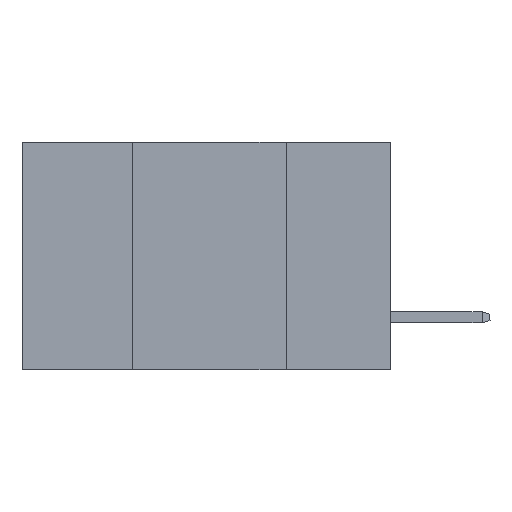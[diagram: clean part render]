
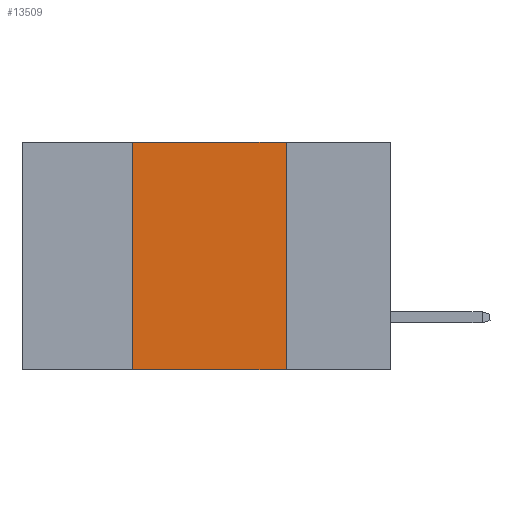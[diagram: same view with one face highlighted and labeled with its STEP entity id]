
A CAD part, left-side view. The second image highlights one B-rep face of the part: STEP entity #13509.
In plain terms, the highlighted planar face has unit normal (-1, 0, 0).
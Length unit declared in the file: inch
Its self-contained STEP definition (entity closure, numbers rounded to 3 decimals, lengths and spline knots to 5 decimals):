
#131 = CARTESIAN_POINT ( 'NONE',  ( 0., 0.6, -0.37 ) ) ;
#186 = FACE_OUTER_BOUND ( 'NONE', #4956, .T. ) ;
#396 = CARTESIAN_POINT ( 'NONE',  ( 0., 0.17, -0.37 ) ) ;
#437 = CARTESIAN_POINT ( 'NONE',  ( 0., 0.6, 0. ) ) ;
#950 = CARTESIAN_POINT ( 'NONE',  ( 0., 0.42, 0. ) ) ;
#978 = VERTEX_POINT ( 'NONE', #10051 ) ;
#1277 = DIRECTION ( 'NONE',  ( 0., 0., -1. ) ) ;
#1345 = LINE ( 'NONE', #7567, #12216 ) ;
#1493 = DIRECTION ( 'NONE',  ( 1., 0., 0. ) ) ;
#1645 = VECTOR ( 'NONE', #6199, 39.37008 ) ;
#1700 = VERTEX_POINT ( 'NONE', #7004 ) ;
#1942 = ORIENTED_EDGE ( 'NONE', *, *, #8590, .F. ) ;
#2959 = VERTEX_POINT ( 'NONE', #396 ) ;
#3365 = EDGE_CURVE ( 'NONE', #1700, #2959, #7034, .T. ) ;
#3372 = CARTESIAN_POINT ( 'NONE',  ( 0., 0.6, 0. ) ) ;
#3473 = ORIENTED_EDGE ( 'NONE', *, *, #3365, .T. ) ;
#4112 = CARTESIAN_POINT ( 'NONE',  ( 0., 0.42, 0. ) ) ;
#4580 = VECTOR ( 'NONE', #9681, 39.37008 ) ;
#4956 = EDGE_LOOP ( 'NONE', ( #9978, #1942, #13483, #3473 ) ) ;
#6199 = DIRECTION ( 'NONE',  ( 0., 0., 1. ) ) ;
#6702 = VECTOR ( 'NONE', #12207, 39.37008 ) ;
#6725 = PLANE ( 'NONE',  #12152 ) ;
#7004 = CARTESIAN_POINT ( 'NONE',  ( 0., 0.42, -0.37 ) ) ;
#7034 = LINE ( 'NONE', #131, #6702 ) ;
#7567 = CARTESIAN_POINT ( 'NONE',  ( 0., 0.17, 0. ) ) ;
#8379 = EDGE_CURVE ( 'NONE', #1700, #12166, #10371, .T. ) ;
#8590 = EDGE_CURVE ( 'NONE', #12166, #978, #10207, .T. ) ;
#8829 = DIRECTION ( 'NONE',  ( 0., 0., -1. ) ) ;
#9681 = DIRECTION ( 'NONE',  ( 0., -1., 0. ) ) ;
#9978 = ORIENTED_EDGE ( 'NONE', *, *, #12706, .F. ) ;
#10051 = CARTESIAN_POINT ( 'NONE',  ( 0., 0.17, 0. ) ) ;
#10207 = LINE ( 'NONE', #3372, #4580 ) ;
#10371 = LINE ( 'NONE', #950, #1645 ) ;
#12152 = AXIS2_PLACEMENT_3D ( 'NONE', #437, #1493, #8829 ) ;
#12166 = VERTEX_POINT ( 'NONE', #4112 ) ;
#12207 = DIRECTION ( 'NONE',  ( 0., -1., 0. ) ) ;
#12216 = VECTOR ( 'NONE', #1277, 39.37008 ) ;
#12706 = EDGE_CURVE ( 'NONE', #978, #2959, #1345, .T. ) ;
#13483 = ORIENTED_EDGE ( 'NONE', *, *, #8379, .F. ) ;
#13509 = ADVANCED_FACE ( 'NONE', ( #186 ), #6725, .F. ) ;
